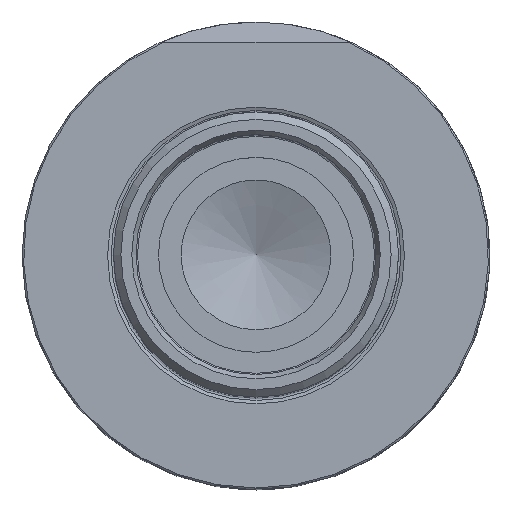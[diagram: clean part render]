
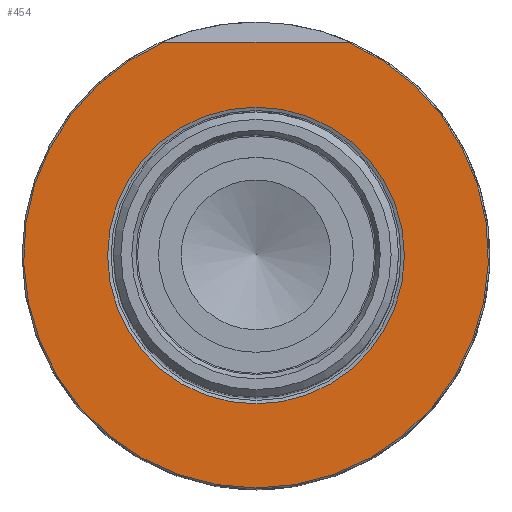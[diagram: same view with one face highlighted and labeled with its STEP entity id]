
A CAD part, top view. The second image highlights one B-rep face of the part: STEP entity #454.
In plain terms, the highlighted planar face has unit normal (0, 0, 1).
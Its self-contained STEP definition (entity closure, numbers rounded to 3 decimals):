
#234=PLANE('',#4563);
#330=FACE_BOUND('',#983,.T.);
#331=FACE_BOUND('',#984,.T.);
#454=ADVANCED_FACE('CN_SU_1',(#330,#331),#234,.F.);
#983=EDGE_LOOP('',(#2154));
#984=EDGE_LOOP('',(#2155,#2156));
#1274=CIRCLE('',#4561,19.821);
#1275=CIRCLE('',#4562,31.05);
#1413=LINE('',#6838,#1640);
#1640=VECTOR('',#5152,1.);
#2154=ORIENTED_EDGE('',*,*,#3769,.F.);
#2155=ORIENTED_EDGE('',*,*,#3770,.F.);
#2156=ORIENTED_EDGE('',*,*,#3771,.T.);
#3339=VERTEX_POINT('',#6837);
#3340=VERTEX_POINT('',#6839);
#3341=VERTEX_POINT('',#6840);
#3769=EDGE_CURVE('',#3339,#3339,#1274,.T.);
#3770=EDGE_CURVE('',#3340,#3341,#1413,.T.);
#3771=EDGE_CURVE('',#3340,#3341,#1275,.T.);
#4561=AXIS2_PLACEMENT_3D('',#6836,#5150,#5151);
#4562=AXIS2_PLACEMENT_3D('',#6841,#5153,#5154);
#4563=AXIS2_PLACEMENT_3D('',#6842,#5155,#5156);
#5150=DIRECTION('',(0.,0.,1.));
#5151=DIRECTION('',(1.,0.,0.));
#5152=DIRECTION('',(1.,0.,0.));
#5153=DIRECTION('',(0.,0.,1.));
#5154=DIRECTION('',(-1.,0.,0.));
#5155=DIRECTION('',(0.,0.,-1.));
#5156=DIRECTION('',(-1.,0.,0.));
#6836=CARTESIAN_POINT('',(0.,0.,0.));
#6837=CARTESIAN_POINT('',(19.821,0.,0.));
#6838=CARTESIAN_POINT('',(-25.,28.5,0.));
#6839=CARTESIAN_POINT('',(-12.323,28.5,0.));
#6840=CARTESIAN_POINT('',(12.323,28.5,0.));
#6841=CARTESIAN_POINT('',(0.,0.,0.));
#6842=CARTESIAN_POINT('',(0.,-31.25,0.));
